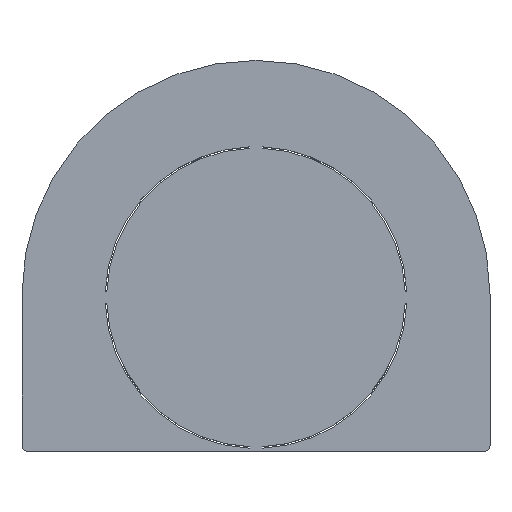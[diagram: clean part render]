
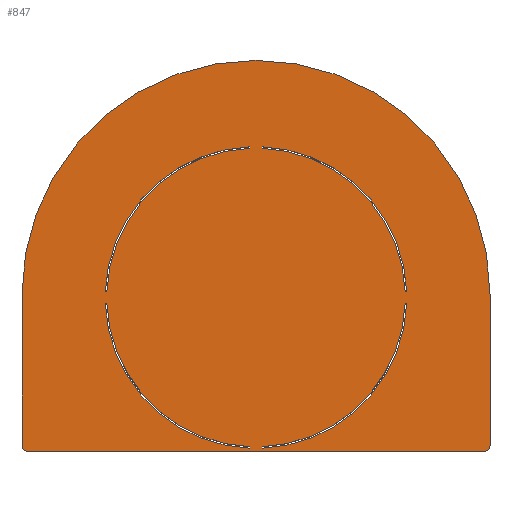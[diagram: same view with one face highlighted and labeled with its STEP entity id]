
A CAD part, top view. The second image highlights one B-rep face of the part: STEP entity #847.
In plain terms, the highlighted planar face has unit normal (0, 0, 1).
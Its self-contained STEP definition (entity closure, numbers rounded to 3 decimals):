
#73=CARTESIAN_POINT('',(165.0,2.,25.0));
#74=VERTEX_POINT('',#73);
#75=CARTESIAN_POINT('',(163.0,0.0,25.0));
#76=VERTEX_POINT('',#75);
#77=CARTESIAN_POINT('',(163.0,2.,25.0));
#78=DIRECTION('',(0.0,0.0,-1.0));
#79=DIRECTION('',(0.707,-0.707,0.0));
#80=AXIS2_PLACEMENT_3D('',#77,#78,#79);
#81=CIRCLE('',#80,2.0);
#82=EDGE_CURVE('',#74,#76,#81,.T.);
#124=CARTESIAN_POINT('',(165.0,51.,25.0));
#125=VERTEX_POINT('',#124);
#132=CARTESIAN_POINT('',(165.0,2.0,25.0));
#133=DIRECTION('',(0.0,1.0,0.0));
#134=VECTOR('',#133,49.0);
#135=LINE('',#132,#134);
#136=EDGE_CURVE('',#74,#125,#135,.T.);
#333=CARTESIAN_POINT('',(15.0,0.0,25.0));
#334=VERTEX_POINT('',#333);
#341=CARTESIAN_POINT('',(13.,2.,25.0));
#342=VERTEX_POINT('',#341);
#343=CARTESIAN_POINT('',(15.0,2.0,25.0));
#344=DIRECTION('',(0.0,0.0,-1.0));
#345=DIRECTION('',(-0.707,-0.707,0.0));
#346=AXIS2_PLACEMENT_3D('',#343,#344,#345);
#347=CIRCLE('',#346,2.0);
#348=EDGE_CURVE('',#334,#342,#347,.T.);
#365=CARTESIAN_POINT('',(13.,51.,25.0));
#366=VERTEX_POINT('',#365);
#367=CARTESIAN_POINT('',(13.,51.,25.0));
#368=DIRECTION('',(0.0,-1.0,0.0));
#369=VECTOR('',#368,49.);
#370=LINE('',#367,#369);
#371=EDGE_CURVE('',#366,#342,#370,.T.);
#388=CARTESIAN_POINT('',(40.541,52.,25.0));
#389=VERTEX_POINT('',#388);
#390=CARTESIAN_POINT('',(40.041,52.,25.0));
#391=VERTEX_POINT('',#390);
#392=CARTESIAN_POINT('',(40.541,52.,25.0));
#393=DIRECTION('',(-1.0,0.0,0.0));
#394=VECTOR('',#393,0.5);
#395=LINE('',#392,#394);
#396=EDGE_CURVE('',#389,#391,#395,.T.);
#419=CARTESIAN_POINT('',(40.041,48.,25.0));
#420=VERTEX_POINT('',#419);
#421=CARTESIAN_POINT('',(40.541,48.,25.0));
#422=VERTEX_POINT('',#421);
#423=CARTESIAN_POINT('',(40.041,48.,25.0));
#424=DIRECTION('',(1.0,0.0,0.0));
#425=VECTOR('',#424,0.5);
#426=LINE('',#423,#425);
#427=EDGE_CURVE('',#420,#422,#426,.T.);
#450=CARTESIAN_POINT('',(87.,1.541,25.0));
#451=VERTEX_POINT('',#450);
#452=CARTESIAN_POINT('',(87.,1.041,25.0));
#453=VERTEX_POINT('',#452);
#454=CARTESIAN_POINT('',(87.,1.541,25.0));
#455=DIRECTION('',(0.0,-1.0,0.0));
#456=VECTOR('',#455,0.5);
#457=LINE('',#454,#456);
#458=EDGE_CURVE('',#451,#453,#457,.T.);
#481=CARTESIAN_POINT('',(91.,1.041,25.0));
#482=VERTEX_POINT('',#481);
#483=CARTESIAN_POINT('',(91.,1.541,25.0));
#484=VERTEX_POINT('',#483);
#485=CARTESIAN_POINT('',(91.,1.041,25.0));
#486=DIRECTION('',(0.0,1.0,0.0));
#487=VECTOR('',#486,0.5);
#488=LINE('',#485,#487);
#489=EDGE_CURVE('',#482,#484,#488,.T.);
#512=CARTESIAN_POINT('',(137.459,48.,25.0));
#513=VERTEX_POINT('',#512);
#514=CARTESIAN_POINT('',(137.959,48.,25.0));
#515=VERTEX_POINT('',#514);
#516=CARTESIAN_POINT('',(137.459,48.,25.0));
#517=DIRECTION('',(1.0,0.0,0.0));
#518=VECTOR('',#517,0.5);
#519=LINE('',#516,#518);
#520=EDGE_CURVE('',#513,#515,#519,.T.);
#543=CARTESIAN_POINT('',(137.959,52.,25.0));
#544=VERTEX_POINT('',#543);
#545=CARTESIAN_POINT('',(137.459,52.,25.0));
#546=VERTEX_POINT('',#545);
#547=CARTESIAN_POINT('',(137.959,52.,25.0));
#548=DIRECTION('',(-1.0,0.0,0.0));
#549=VECTOR('',#548,0.5);
#550=LINE('',#547,#549);
#551=EDGE_CURVE('',#544,#546,#550,.T.);
#575=CARTESIAN_POINT('',(91.0,98.959,25.0));
#576=VERTEX_POINT('',#575);
#577=CARTESIAN_POINT('',(89.0,50.0,25.0));
#578=DIRECTION('',(0.0,0.0,-1.0));
#579=DIRECTION('',(-1.0,0.0,0.0));
#580=AXIS2_PLACEMENT_3D('',#577,#578,#579);
#581=CIRCLE('',#580,49.0);
#582=EDGE_CURVE('',#576,#544,#581,.T.);
#600=CARTESIAN_POINT('',(89.0,50.0,25.0));
#601=DIRECTION('',(0.0,0.0,-1.0));
#602=DIRECTION('',(-1.0,0.0,0.0));
#603=AXIS2_PLACEMENT_3D('',#600,#601,#602);
#604=CIRCLE('',#603,49.0);
#605=EDGE_CURVE('',#515,#482,#604,.T.);
#619=CARTESIAN_POINT('',(87.0,98.959,25.0));
#620=VERTEX_POINT('',#619);
#627=CARTESIAN_POINT('',(89.0,50.0,25.0));
#628=DIRECTION('',(0.0,0.0,-1.0));
#629=DIRECTION('',(-1.0,0.0,0.0));
#630=AXIS2_PLACEMENT_3D('',#627,#628,#629);
#631=CIRCLE('',#630,49.0);
#632=EDGE_CURVE('',#391,#620,#631,.T.);
#643=CARTESIAN_POINT('',(89.0,50.0,25.0));
#644=DIRECTION('',(0.0,0.0,-1.0));
#645=DIRECTION('',(-1.0,0.0,0.0));
#646=AXIS2_PLACEMENT_3D('',#643,#644,#645);
#647=CIRCLE('',#646,49.0);
#648=EDGE_CURVE('',#453,#420,#647,.T.);
#662=CARTESIAN_POINT('',(91.0,98.459,25.0));
#663=VERTEX_POINT('',#662);
#670=CARTESIAN_POINT('',(89.0,50.0,25.0));
#671=DIRECTION('',(0.0,0.0,-1.0));
#672=DIRECTION('',(-1.0,0.0,0.0));
#673=AXIS2_PLACEMENT_3D('',#670,#671,#672);
#674=CIRCLE('',#673,48.5);
#675=EDGE_CURVE('',#663,#546,#674,.T.);
#688=CARTESIAN_POINT('',(89.0,50.0,25.0));
#689=DIRECTION('',(0.0,0.0,-1.0));
#690=DIRECTION('',(-1.0,0.0,0.0));
#691=AXIS2_PLACEMENT_3D('',#688,#689,#690);
#692=CIRCLE('',#691,48.5);
#693=EDGE_CURVE('',#513,#484,#692,.T.);
#706=CARTESIAN_POINT('',(89.0,50.0,25.0));
#707=DIRECTION('',(0.0,0.0,-1.0));
#708=DIRECTION('',(-1.0,0.0,0.0));
#709=AXIS2_PLACEMENT_3D('',#706,#707,#708);
#710=CIRCLE('',#709,48.5);
#711=EDGE_CURVE('',#451,#422,#710,.T.);
#722=CARTESIAN_POINT('',(87.0,98.459,25.0));
#723=VERTEX_POINT('',#722);
#724=CARTESIAN_POINT('',(89.0,50.0,25.0));
#725=DIRECTION('',(0.0,0.0,-1.0));
#726=DIRECTION('',(-1.0,0.0,0.0));
#727=AXIS2_PLACEMENT_3D('',#724,#725,#726);
#728=CIRCLE('',#727,48.5);
#729=EDGE_CURVE('',#389,#723,#728,.T.);
#746=CARTESIAN_POINT('',(91.0,98.459,25.0));
#747=DIRECTION('',(0.0,1.0,0.0));
#748=VECTOR('',#747,0.5);
#749=LINE('',#746,#748);
#750=EDGE_CURVE('',#663,#576,#749,.T.);
#763=CARTESIAN_POINT('',(87.0,98.959,25.0));
#764=DIRECTION('',(0.0,-1.0,0.0));
#765=VECTOR('',#764,0.5);
#766=LINE('',#763,#765);
#767=EDGE_CURVE('',#620,#723,#766,.T.);
#782=CARTESIAN_POINT('',(89.,51.0,25.0));
#783=DIRECTION('',(0.0,0.0,1.0));
#784=DIRECTION('',(1.0,0.0,0.0));
#785=AXIS2_PLACEMENT_3D('',#782,#783,#784);
#786=CIRCLE('',#785,76.0);
#787=EDGE_CURVE('',#125,#366,#786,.T.);
#799=CARTESIAN_POINT('',(163.0,0.0,25.0));
#800=DIRECTION('',(-1.0,0.0,0.0));
#801=VECTOR('',#800,148.0);
#802=LINE('',#799,#801);
#803=EDGE_CURVE('',#76,#334,#802,.T.);
#810=CARTESIAN_POINT('',(89.,89.,25.0));
#811=DIRECTION('',(0.0,0.0,1.0));
#812=DIRECTION('',(1.0,0.0,0.0));
#813=AXIS2_PLACEMENT_3D('',#810,#811,#812);
#814=PLANE('',#813);
#815=ORIENTED_EDGE('',*,*,#82,.F.);
#816=ORIENTED_EDGE('',*,*,#136,.T.);
#817=ORIENTED_EDGE('',*,*,#787,.T.);
#818=ORIENTED_EDGE('',*,*,#371,.T.);
#819=ORIENTED_EDGE('',*,*,#348,.F.);
#820=ORIENTED_EDGE('',*,*,#803,.F.);
#821=EDGE_LOOP('',(#815,#816,#817,#818,#819,#820));
#822=FACE_OUTER_BOUND('',#821,.T.);
#823=ORIENTED_EDGE('',*,*,#632,.T.);
#824=ORIENTED_EDGE('',*,*,#767,.T.);
#825=ORIENTED_EDGE('',*,*,#729,.F.);
#826=ORIENTED_EDGE('',*,*,#396,.T.);
#827=EDGE_LOOP('',(#823,#824,#825,#826));
#828=FACE_BOUND('',#827,.T.);
#829=ORIENTED_EDGE('',*,*,#427,.T.);
#830=ORIENTED_EDGE('',*,*,#711,.F.);
#831=ORIENTED_EDGE('',*,*,#458,.T.);
#832=ORIENTED_EDGE('',*,*,#648,.T.);
#833=EDGE_LOOP('',(#829,#830,#831,#832));
#834=FACE_BOUND('',#833,.T.);
#835=ORIENTED_EDGE('',*,*,#489,.T.);
#836=ORIENTED_EDGE('',*,*,#693,.F.);
#837=ORIENTED_EDGE('',*,*,#520,.T.);
#838=ORIENTED_EDGE('',*,*,#605,.T.);
#839=EDGE_LOOP('',(#835,#836,#837,#838));
#840=FACE_BOUND('',#839,.T.);
#841=ORIENTED_EDGE('',*,*,#551,.T.);
#842=ORIENTED_EDGE('',*,*,#675,.F.);
#843=ORIENTED_EDGE('',*,*,#750,.T.);
#844=ORIENTED_EDGE('',*,*,#582,.T.);
#845=EDGE_LOOP('',(#841,#842,#843,#844));
#846=FACE_BOUND('',#845,.T.);
#847=ADVANCED_FACE('',(#822,#828,#834,#840,#846),#814,.T.);
